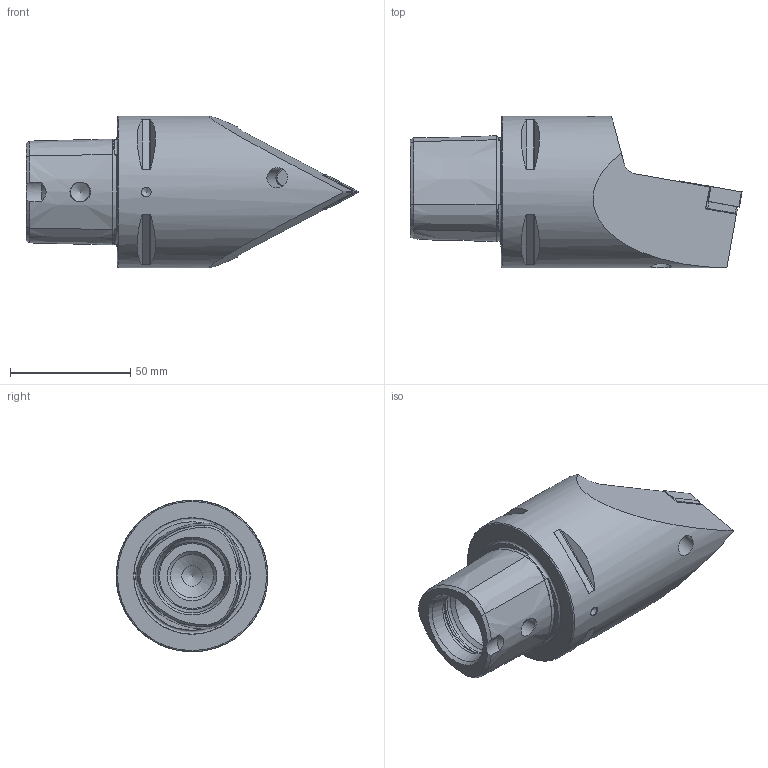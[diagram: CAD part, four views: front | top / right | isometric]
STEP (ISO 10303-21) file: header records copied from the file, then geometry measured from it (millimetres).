
FILE_DESCRIPTION (( 'STEP AP214' ), '1' );
FILE_NAME ('PS6.PDF.NNA.100.STEP', '2019-11-04T11:36:00', ( '' ), ( '' ), 'SwSTEP 2.0', 'SolidWorks 2017', '' );
FILE_SCHEMA (( 'AUTOMOTIVE_DESIGN' ));
Length unit declared in the file: millimetre
Products named in the file (8): PS6.PDF.NNA.100; KVT_MB_600_060; WCD-ER4.101.017_A; PS6-PDF.NNA.100_A; DNMG150604; WDF-ER3.101.000_A; WDF-ER2.101.003_A; WCD-ER1.101.000
Assembly tree (7 placements, depth 2):
  PS6.PDF.NNA.100
    PS6-PDF.NNA.100_A
    KVT_MB_600_060
    DNMG150604
    WDF-ER3.101.000_A
    WCD-ER4.101.017_A
    WCD-ER1.101.000
    WDF-ER2.101.003_A
Bounding box: 138 x 63 x 63 mm (x, y, z)
Volume: 216513.1 mm3; surface area: 34630.6 mm2
Topology: 8 solids, 8 shells, 248 faces, 606 edges, 372 vertices
Faces by surface type: plane 89, cone 75, cylinder 51, torus 20, bspline 12, sphere 1
Full cylindrical faces by diameter (mm): 3.55 x1, 4 x1, 4.7 x1, 5 x3, 5.16 x1, 6 x3, 6.4 x2, 7 x1, 7.9 x2, 8 x1, 8.1 x2, 8.4 x1, 8.5 x1, 18 x1, 28 x2, 32 x1, 63 x1
Entity records: 8086 total; most frequent: CARTESIAN_POINT 2510, DIRECTION 1055, ORIENTED_EDGE 1030, EDGE_CURVE 515, AXIS2_PLACEMENT_3D 423, VERTEX_POINT 352, EDGE_LOOP 331, FACE_OUTER_BOUND 279
